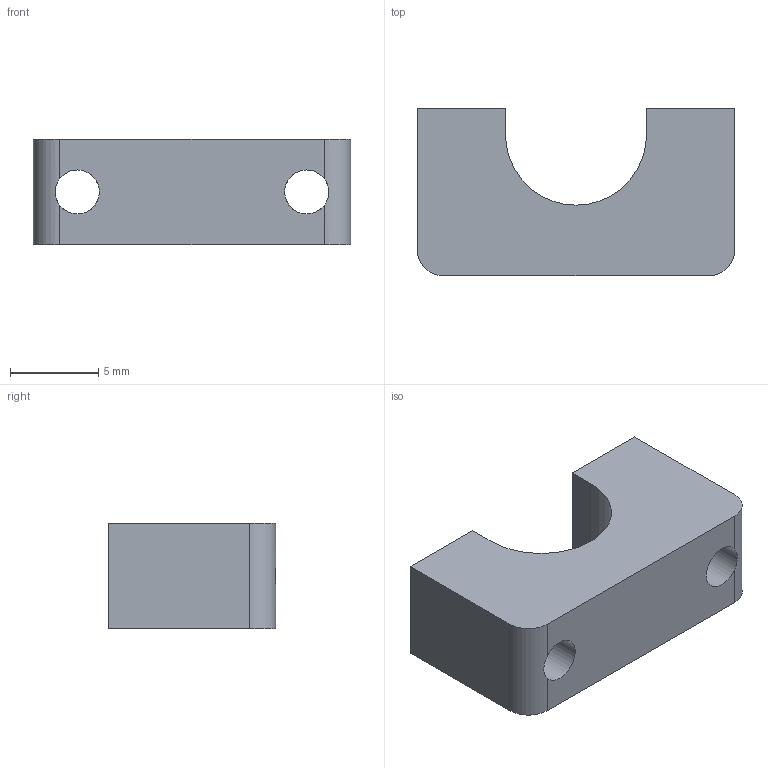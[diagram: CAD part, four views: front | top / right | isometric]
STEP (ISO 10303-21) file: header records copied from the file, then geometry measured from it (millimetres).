
FILE_DESCRIPTION(/* description */ ('STEP AP214'),/* implementation_level */ '2;1');
FILE_NAME(/* name */ '683c50e24258294a187f3cf7',/* time_stamp */ '2025-06-01T13:08:51Z',/* author */ (''),/* organization */ (''),/* preprocessor_version */ 'ST-DEVELOPER v20',/* originating_system */ 'ONSHAPE BY PTC INC, 1.198',/* authorisation */ ' ');
FILE_SCHEMA (('AUTOMOTIVE_DESIGN {1 0 10303 214 3 1 1}'));
Length unit declared in the file: metre
Products named in the file (1): 6mm_RBC_03
Bounding box: 18 x 9.5 x 6 mm (x, y, z)
Volume: 704.1 mm3; surface area: 763 mm2
Topology: 1 solids, 1 shells, 14 faces, 42 edges, 28 vertices
Faces by surface type: plane 9, cylinder 5
Full cylindrical faces by diameter (mm): 2.5 x2
Entity records: 490 total; most frequent: CARTESIAN_POINT 87, ORIENTED_EDGE 76, DIRECTION 76, EDGE_CURVE 38, VERTEX_POINT 26, LINE 26, VECTOR 26, AXIS2_PLACEMENT_3D 25
